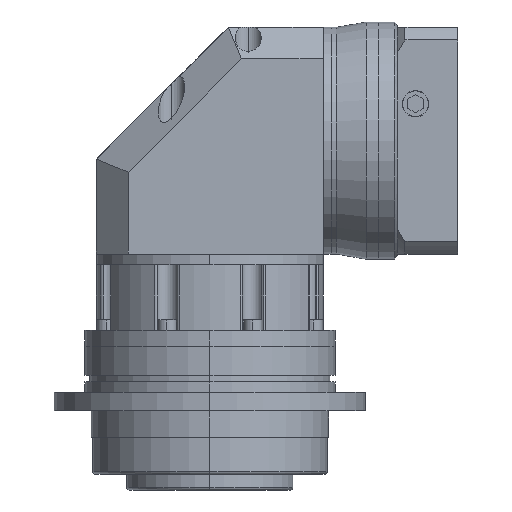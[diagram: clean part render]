
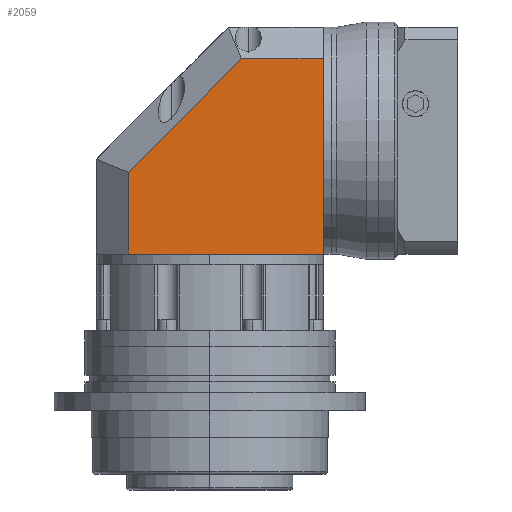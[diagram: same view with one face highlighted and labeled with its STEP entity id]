
A CAD part, left-side view. The second image highlights one B-rep face of the part: STEP entity #2059.
In plain terms, the highlighted planar face has unit normal (-1, 0, 0).
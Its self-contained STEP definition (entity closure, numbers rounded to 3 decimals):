
#21 = LINE ( 'NONE', #11686, #9627 ) ;
#207 = CARTESIAN_POINT ( 'NONE',  ( -43., -43., 43. ) ) ;
#408 = EDGE_CURVE ( 'NONE', #6961, #5949, #6052, .T. ) ;
#607 = ORIENTED_EDGE ( 'NONE', *, *, #2914, .T. ) ;
#706 = VECTOR ( 'NONE', #9628, 1000. ) ;
#1100 = LINE ( 'NONE', #8381, #706 ) ;
#1398 = EDGE_CURVE ( 'NONE', #8153, #6961, #2882, .T. ) ;
#1416 = CARTESIAN_POINT ( 'NONE',  ( -43., -43., 0. ) ) ;
#2000 = CARTESIAN_POINT ( 'NONE',  ( -43., 31., 31.029 ) ) ;
#2059 = ADVANCED_FACE ( 'NONE', ( #11980 ), #3657, .F. ) ;
#2094 = EDGE_CURVE ( 'NONE', #2184, #5949, #14521, .T. ) ;
#2184 = VERTEX_POINT ( 'NONE', #207 ) ;
#2651 = DIRECTION ( 'NONE',  ( 0., -1., 0. ) ) ;
#2761 = VERTEX_POINT ( 'NONE', #2000 ) ;
#2882 = LINE ( 'NONE', #1416, #15864 ) ;
#2893 = DIRECTION ( 'NONE',  ( 0., 0., -1. ) ) ;
#2914 = EDGE_CURVE ( 'NONE', #10985, #2761, #13556, .T. ) ;
#3209 = CARTESIAN_POINT ( 'NONE',  ( -43., -43., 0. ) ) ;
#3542 = VECTOR ( 'NONE', #14841, 1000. ) ;
#3657 = PLANE ( 'NONE',  #15326 ) ;
#4235 = CARTESIAN_POINT ( 'NONE',  ( -43., 0., 0. ) ) ;
#4513 = VECTOR ( 'NONE', #13804, 1000. ) ;
#4595 = DIRECTION ( 'NONE',  ( 0., 1., 0. ) ) ;
#4897 = DIRECTION ( 'NONE',  ( 0., 0., -1. ) ) ;
#5217 = CARTESIAN_POINT ( 'NONE',  ( -43., 31., 0. ) ) ;
#5586 = CARTESIAN_POINT ( 'NONE',  ( -43., -11.971, 74. ) ) ;
#5949 = VERTEX_POINT ( 'NONE', #9029 ) ;
#6052 = LINE ( 'NONE', #3209, #9002 ) ;
#6100 = LINE ( 'NONE', #13384, #15321 ) ;
#6130 = CARTESIAN_POINT ( 'NONE',  ( -43., -43., 86. ) ) ;
#6463 = DIRECTION ( 'NONE',  ( 0., -1., 0. ) ) ;
#6929 = EDGE_CURVE ( 'NONE', #15377, #2184, #21, .T. ) ;
#6961 = VERTEX_POINT ( 'NONE', #4235 ) ;
#7141 = EDGE_CURVE ( 'NONE', #15377, #10985, #6100, .T. ) ;
#8153 = VERTEX_POINT ( 'NONE', #5217 ) ;
#8381 = CARTESIAN_POINT ( 'NONE',  ( -43., 31., 86. ) ) ;
#9002 = VECTOR ( 'NONE', #2651, 1000. ) ;
#9029 = CARTESIAN_POINT ( 'NONE',  ( -43., -43., 0. ) ) ;
#9627 = VECTOR ( 'NONE', #2893, 1000. ) ;
#9628 = DIRECTION ( 'NONE',  ( 0., 0., -1. ) ) ;
#9956 = CARTESIAN_POINT ( 'NONE',  ( -43., -43., 86. ) ) ;
#10635 = ORIENTED_EDGE ( 'NONE', *, *, #1398, .T. ) ;
#10985 = VERTEX_POINT ( 'NONE', #5586 ) ;
#11238 = ORIENTED_EDGE ( 'NONE', *, *, #408, .T. ) ;
#11645 = ORIENTED_EDGE ( 'NONE', *, *, #7141, .T. ) ;
#11686 = CARTESIAN_POINT ( 'NONE',  ( -43., -43., 86. ) ) ;
#11980 = FACE_OUTER_BOUND ( 'NONE', #12793, .T. ) ;
#12172 = ORIENTED_EDGE ( 'NONE', *, *, #2094, .F. ) ;
#12433 = DIRECTION ( 'NONE',  ( 1., 0., 0. ) ) ;
#12793 = EDGE_LOOP ( 'NONE', ( #607, #13235, #10635, #11238, #12172, #15513, #11645 ) ) ;
#13235 = ORIENTED_EDGE ( 'NONE', *, *, #15268, .T. ) ;
#13384 = CARTESIAN_POINT ( 'NONE',  ( -43., -43., 74. ) ) ;
#13556 = LINE ( 'NONE', #13600, #3542 ) ;
#13598 = CARTESIAN_POINT ( 'NONE',  ( -43., -43., 74. ) ) ;
#13600 = CARTESIAN_POINT ( 'NONE',  ( -43., 34.515, 27.515 ) ) ;
#13804 = DIRECTION ( 'NONE',  ( 0., 0., -1. ) ) ;
#14521 = LINE ( 'NONE', #9956, #4513 ) ;
#14841 = DIRECTION ( 'NONE',  ( 0., 0.707, -0.707 ) ) ;
#15268 = EDGE_CURVE ( 'NONE', #2761, #8153, #1100, .T. ) ;
#15321 = VECTOR ( 'NONE', #4595, 1000. ) ;
#15326 = AXIS2_PLACEMENT_3D ( 'NONE', #6130, #12433, #4897 ) ;
#15377 = VERTEX_POINT ( 'NONE', #13598 ) ;
#15513 = ORIENTED_EDGE ( 'NONE', *, *, #6929, .F. ) ;
#15864 = VECTOR ( 'NONE', #6463, 1000. ) ;
